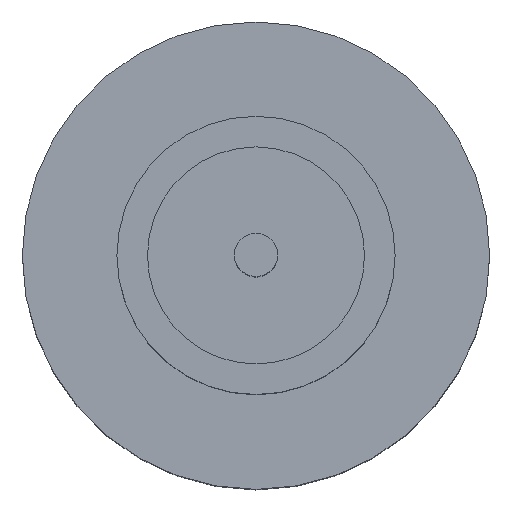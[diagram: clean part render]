
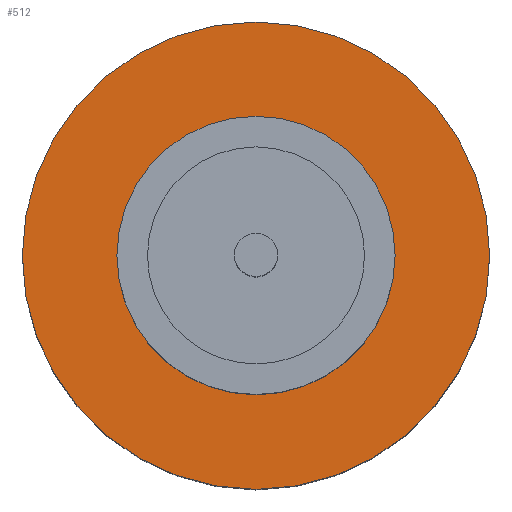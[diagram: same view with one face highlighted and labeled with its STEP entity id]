
A CAD part, top view. The second image highlights one B-rep face of the part: STEP entity #512.
In plain terms, the highlighted planar face has unit normal (0, 0, 1).
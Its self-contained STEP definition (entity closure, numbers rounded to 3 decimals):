
#12 = EDGE_CURVE ( 'NONE', #331, #122, #14, .T. ) ;
#14 = CIRCLE ( 'NONE', #786, 2.1 ) ;
#24 = CARTESIAN_POINT ( 'NONE',  ( 0., 0., 1.55 ) ) ;
#42 = CARTESIAN_POINT ( 'NONE',  ( 2.1, 0., 1.55 ) ) ;
#93 = DIRECTION ( 'NONE',  ( 0., 0., 1. ) ) ;
#120 = AXIS2_PLACEMENT_3D ( 'NONE', #723, #432, #509 ) ;
#122 = VERTEX_POINT ( 'NONE', #239 ) ;
#139 = FACE_BOUND ( 'NONE', #543, .T. ) ;
#145 = VERTEX_POINT ( 'NONE', #462 ) ;
#154 = PLANE ( 'NONE',  #202 ) ;
#175 = EDGE_CURVE ( 'NONE', #191, #145, #655, .T. ) ;
#191 = VERTEX_POINT ( 'NONE', #312 ) ;
#202 = AXIS2_PLACEMENT_3D ( 'NONE', #24, #93, #665 ) ;
#236 = EDGE_CURVE ( 'NONE', #122, #331, #472, .T. ) ;
#239 = CARTESIAN_POINT ( 'NONE',  ( -2.1, 0., 1.55 ) ) ;
#253 = DIRECTION ( 'NONE',  ( 1., 0., 0. ) ) ;
#267 = ORIENTED_EDGE ( 'NONE', *, *, #12, .T. ) ;
#288 = DIRECTION ( 'NONE',  ( 1., 0., 0. ) ) ;
#312 = CARTESIAN_POINT ( 'NONE',  ( -1.25, 0., 1.55 ) ) ;
#326 = CARTESIAN_POINT ( 'NONE',  ( 0., 0., 1.55 ) ) ;
#331 = VERTEX_POINT ( 'NONE', #42 ) ;
#432 = DIRECTION ( 'NONE',  ( 0., 0., 1. ) ) ;
#462 = CARTESIAN_POINT ( 'NONE',  ( 1.25, 0., 1.55 ) ) ;
#472 = CIRCLE ( 'NONE', #875, 2.1 ) ;
#509 = DIRECTION ( 'NONE',  ( 1., 0., 0. ) ) ;
#512 = ADVANCED_FACE ( 'NONE', ( #139, #712 ), #154, .T. ) ;
#530 = EDGE_LOOP ( 'NONE', ( #905, #267 ) ) ;
#542 = ORIENTED_EDGE ( 'NONE', *, *, #175, .F. ) ;
#543 = EDGE_LOOP ( 'NONE', ( #773, #542 ) ) ;
#614 = CARTESIAN_POINT ( 'NONE',  ( 0., 0., 1.55 ) ) ;
#655 = CIRCLE ( 'NONE', #841, 1.25 ) ;
#665 = DIRECTION ( 'NONE',  ( 1., 0., 0. ) ) ;
#688 = DIRECTION ( 'NONE',  ( 1., 0., 0. ) ) ;
#712 = FACE_OUTER_BOUND ( 'NONE', #530, .T. ) ;
#723 = CARTESIAN_POINT ( 'NONE',  ( 0., 0., 1.55 ) ) ;
#747 = DIRECTION ( 'NONE',  ( 0., 0., 1. ) ) ;
#773 = ORIENTED_EDGE ( 'NONE', *, *, #778, .F. ) ;
#778 = EDGE_CURVE ( 'NONE', #145, #191, #953, .T. ) ;
#786 = AXIS2_PLACEMENT_3D ( 'NONE', #896, #747, #288 ) ;
#839 = DIRECTION ( 'NONE',  ( 0., 0., 1. ) ) ;
#841 = AXIS2_PLACEMENT_3D ( 'NONE', #614, #839, #688 ) ;
#852 = DIRECTION ( 'NONE',  ( 0., 0., 1. ) ) ;
#875 = AXIS2_PLACEMENT_3D ( 'NONE', #326, #852, #253 ) ;
#896 = CARTESIAN_POINT ( 'NONE',  ( 0., 0., 1.55 ) ) ;
#905 = ORIENTED_EDGE ( 'NONE', *, *, #236, .T. ) ;
#953 = CIRCLE ( 'NONE', #120, 1.25 ) ;
